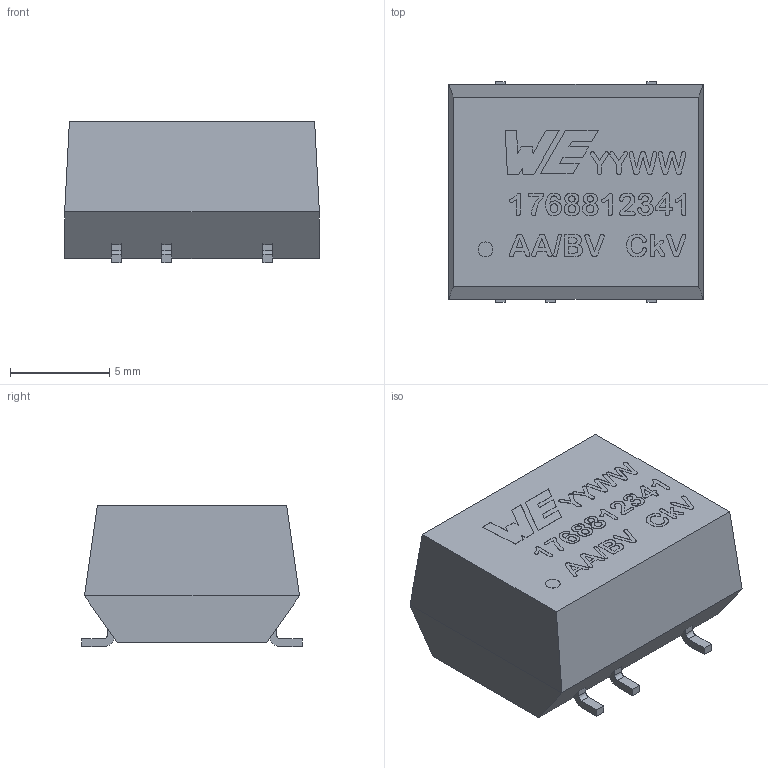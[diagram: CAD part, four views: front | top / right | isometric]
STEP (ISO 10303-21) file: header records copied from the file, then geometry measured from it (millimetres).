
FILE_DESCRIPTION(/* description */ ('Unknown'),/* implementation_level */ '2;1');
FILE_NAME(/* name */ '1768812341',/* time_stamp */ '2025-04-23T09:50:06+02:00',/* author */ ('Unknown'),/* organization */ ('Unknown'),/* preprocessor_version */ 'ST-DEVELOPER v19.4',/* originating_system */ 'Solid Edge',/* authorisation */ 'Unknown');
FILE_SCHEMA (('AUTOMOTIVE_DESIGN {1 0 10303 214 3 1 1}'));
Length unit declared in the file: millimetre
Products named in the file (3): 1768812341; Body_oa_0; Pins
Assembly tree (2 placements, depth 2):
  1768812341
    Body_oa_0
    Pins
Bounding box: 12.8 x 11.1 x 7.1 mm (x, y, z)
Volume: 857.1 mm3; surface area: 654.1 mm2
Topology: 4 solids, 4 shells, 245 faces, 599 edges, 398 vertices
Faces by surface type: plane 152, bspline 57, cylinder 36
Full cylindrical faces by diameter (mm): 0.75 x1
Entity records: 12948 total; most frequent: CARTESIAN_POINT 6198, ORIENTED_EDGE 1182, DIRECTION 889, EDGE_CURVE 591, VERTEX_POINT 398, LINE 363, VECTOR 363, EDGE_LOOP 293
